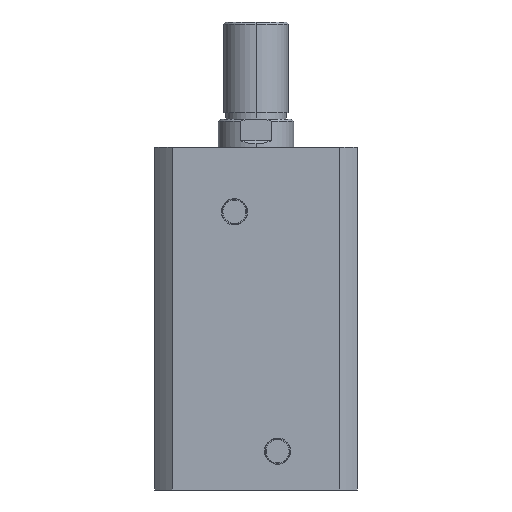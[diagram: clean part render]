
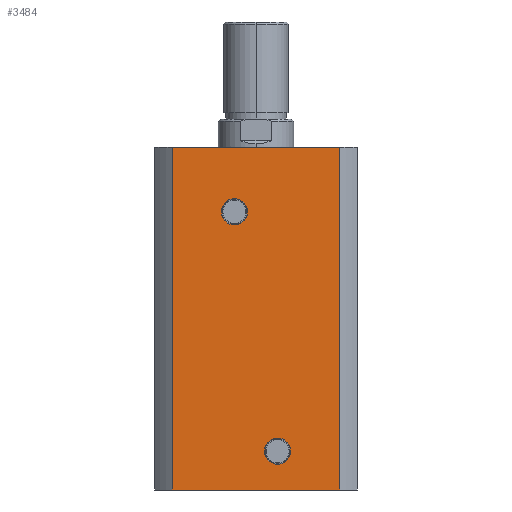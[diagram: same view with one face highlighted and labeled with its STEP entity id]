
A CAD part, left-side view. The second image highlights one B-rep face of the part: STEP entity #3484.
In plain terms, the highlighted planar face has unit normal (-1, 0, 0).
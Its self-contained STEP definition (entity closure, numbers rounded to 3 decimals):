
#252 = CARTESIAN_POINT ( 'NONE',  ( -47., 10., 129. ) ) ;
#253 = DIRECTION ( 'NONE',  ( -1., 0., 0. ) ) ;
#254 = DIRECTION ( 'NONE',  ( 0., 0., 1. ) ) ;
#456 = ORIENTED_EDGE ( 'NONE', *, *, #1201, .F. ) ;
#516 = LINE ( 'NONE', #1434, #519 ) ;
#519 = VECTOR ( 'NONE', #1435, 1000. ) ;
#739 = LINE ( 'NONE', #3779, #744 ) ;
#742 = LINE ( 'NONE', #3784, #747 ) ;
#744 = VECTOR ( 'NONE', #3783, 1000. ) ;
#747 = VECTOR ( 'NONE', #3778, 1000. ) ;
#764 = LINE ( 'NONE', #3820, #768 ) ;
#767 = CIRCLE ( 'NONE', #1122, 6.06 ) ;
#768 = VECTOR ( 'NONE', #3818, 1000. ) ;
#781 = CIRCLE ( 'NONE', #1118, 6.06 ) ;
#912 = AXIS2_PLACEMENT_3D ( 'NONE', #252, #253, #254 ) ;
#947 = AXIS2_PLACEMENT_3D ( 'NONE', #2190, #2191, #2192 ) ;
#973 = EDGE_LOOP ( 'NONE', ( #3149, #3158 ) ) ;
#980 = EDGE_LOOP ( 'NONE', ( #3160, #3159, #456, #3162 ) ) ;
#982 = EDGE_LOOP ( 'NONE', ( #3147, #3148 ) ) ;
#995 = VERTEX_POINT ( 'NONE', #3204 ) ;
#1006 = VERTEX_POINT ( 'NONE', #3215 ) ;
#1012 = VERTEX_POINT ( 'NONE', #3221 ) ;
#1015 = VERTEX_POINT ( 'NONE', #3224 ) ;
#1118 = AXIS2_PLACEMENT_3D ( 'NONE', #2034, #2035, #2036 ) ;
#1122 = AXIS2_PLACEMENT_3D ( 'NONE', #3825, #3826, #3827 ) ;
#1201 = EDGE_CURVE ( 'NONE', #1936, #1933, #739, .T. ) ;
#1203 = EDGE_CURVE ( 'NONE', #1929, #1931, #742, .T. ) ;
#1217 = EDGE_CURVE ( 'NONE', #1936, #1929, #764, .T. ) ;
#1218 = EDGE_CURVE ( 'NONE', #1006, #1012, #767, .T. ) ;
#1228 = EDGE_CURVE ( 'NONE', #1015, #995, #781, .T. ) ;
#1270 = EDGE_CURVE ( 'NONE', #1933, #1931, #516, .T. ) ;
#1434 = CARTESIAN_POINT ( 'NONE',  ( -47., -38.884, 159. ) ) ;
#1435 = DIRECTION ( 'NONE',  ( 0., 0., -1. ) ) ;
#1659 = CARTESIAN_POINT ( 'NONE',  ( -47., 38.884, 0. ) ) ;
#1661 = CARTESIAN_POINT ( 'NONE',  ( -47., -38.884, 0. ) ) ;
#1663 = CARTESIAN_POINT ( 'NONE',  ( -47., -38.884, 159. ) ) ;
#1666 = CARTESIAN_POINT ( 'NONE',  ( -47., 38.884, 159. ) ) ;
#1929 = VERTEX_POINT ( 'NONE', #1659 ) ;
#1931 = VERTEX_POINT ( 'NONE', #1661 ) ;
#1933 = VERTEX_POINT ( 'NONE', #1663 ) ;
#1936 = VERTEX_POINT ( 'NONE', #1666 ) ;
#2034 = CARTESIAN_POINT ( 'NONE',  ( -47., -10., 18. ) ) ;
#2035 = DIRECTION ( 'NONE',  ( -1., 0., 0. ) ) ;
#2036 = DIRECTION ( 'NONE',  ( 0., 0., 1. ) ) ;
#2190 = CARTESIAN_POINT ( 'NONE',  ( -47., -10., 18. ) ) ;
#2191 = DIRECTION ( 'NONE',  ( -1., 0., 0. ) ) ;
#2192 = DIRECTION ( 'NONE',  ( 0., 0., 1. ) ) ;
#2634 = FACE_BOUND ( 'NONE', #982, .T. ) ;
#2636 = FACE_OUTER_BOUND ( 'NONE', #980, .T. ) ;
#2638 = FACE_BOUND ( 'NONE', #973, .T. ) ;
#2859 = AXIS2_PLACEMENT_3D ( 'NONE', #3307, #3302, #3311 ) ;
#3076 = CIRCLE ( 'NONE', #912, 6.06 ) ;
#3103 = CIRCLE ( 'NONE', #947, 6.06 ) ;
#3147 = ORIENTED_EDGE ( 'NONE', *, *, #1218, .F. ) ;
#3148 = ORIENTED_EDGE ( 'NONE', *, *, #3582, .F. ) ;
#3149 = ORIENTED_EDGE ( 'NONE', *, *, #1228, .F. ) ;
#3158 = ORIENTED_EDGE ( 'NONE', *, *, #3601, .F. ) ;
#3159 = ORIENTED_EDGE ( 'NONE', *, *, #1270, .F. ) ;
#3160 = ORIENTED_EDGE ( 'NONE', *, *, #1203, .T. ) ;
#3162 = ORIENTED_EDGE ( 'NONE', *, *, #1217, .T. ) ;
#3204 = CARTESIAN_POINT ( 'NONE',  ( -47., -10., 11.94 ) ) ;
#3215 = CARTESIAN_POINT ( 'NONE',  ( -47., 10., 135.06 ) ) ;
#3221 = CARTESIAN_POINT ( 'NONE',  ( -47., 10., 122.94 ) ) ;
#3224 = CARTESIAN_POINT ( 'NONE',  ( -47., -10., 24.06 ) ) ;
#3302 = DIRECTION ( 'NONE',  ( 1., 0., 0. ) ) ;
#3307 = CARTESIAN_POINT ( 'NONE',  ( -47., 0., 159. ) ) ;
#3309 = PLANE ( 'NONE',  #2859 ) ;
#3311 = DIRECTION ( 'NONE',  ( 0., 1., 0. ) ) ;
#3484 = ADVANCED_FACE ( 'NONE', ( #2634, #2638, #2636 ), #3309, .F. ) ;
#3582 = EDGE_CURVE ( 'NONE', #1012, #1006, #3076, .T. ) ;
#3601 = EDGE_CURVE ( 'NONE', #995, #1015, #3103, .T. ) ;
#3778 = DIRECTION ( 'NONE',  ( 0., -1., 0. ) ) ;
#3779 = CARTESIAN_POINT ( 'NONE',  ( -47., 0., 159. ) ) ;
#3783 = DIRECTION ( 'NONE',  ( 0., -1., 0. ) ) ;
#3784 = CARTESIAN_POINT ( 'NONE',  ( -47., 0., 0. ) ) ;
#3818 = DIRECTION ( 'NONE',  ( 0., 0., -1. ) ) ;
#3820 = CARTESIAN_POINT ( 'NONE',  ( -47., 38.884, 159. ) ) ;
#3825 = CARTESIAN_POINT ( 'NONE',  ( -47., 10., 129. ) ) ;
#3826 = DIRECTION ( 'NONE',  ( -1., 0., 0. ) ) ;
#3827 = DIRECTION ( 'NONE',  ( 0., 0., 1. ) ) ;
